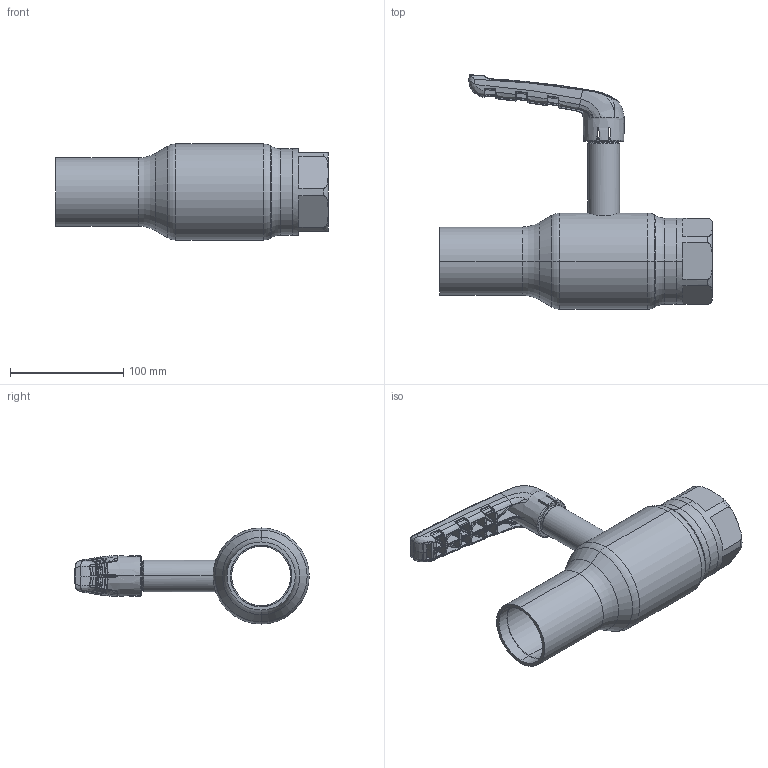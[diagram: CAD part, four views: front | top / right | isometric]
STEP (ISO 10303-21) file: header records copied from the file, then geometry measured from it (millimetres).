
FILE_DESCRIPTION (( 'STEP AP214' ), '1' );
FILE_NAME ('1050003601-2101.step', '2023-09-14T10:08:20', ( '' ), ( '' ), 'SwSTEP 2.0', 'SolidWorks 2021', '' );
FILE_SCHEMA (( 'AUTOMOTIVE_DESIGN' ));
Length unit declared in the file: millimetre
Products named in the file (1): 1050003601-2101
Bounding box: 241 x 207.31 x 85 mm (x, y, z)
Surface area: 112219.4 mm2 (no closed solid volume)
Topology: 0 solids, 8 shells, 721 faces, 2438 edges, 1598 vertices
Faces by surface type: bspline 594, plane 52, cylinder 28, cone 24, torus 21, sphere 2
Entity records: 55872 total; most frequent: CARTESIAN_POINT 32834, ORIENTED_EDGE 3790, EDGE_CURVE 2430, B_SPLINE_CURVE_WITH_KNOTS 1727, VERTEX_POINT 1598, DIRECTION 1499, EDGE_LOOP 728, UNCERTAINTY_MEASURE_WITH_UNIT 723
